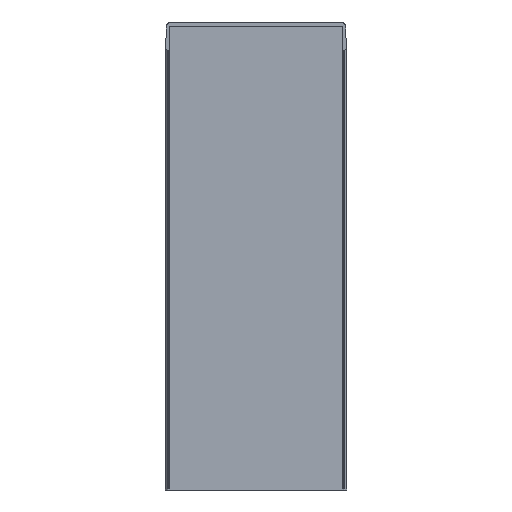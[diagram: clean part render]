
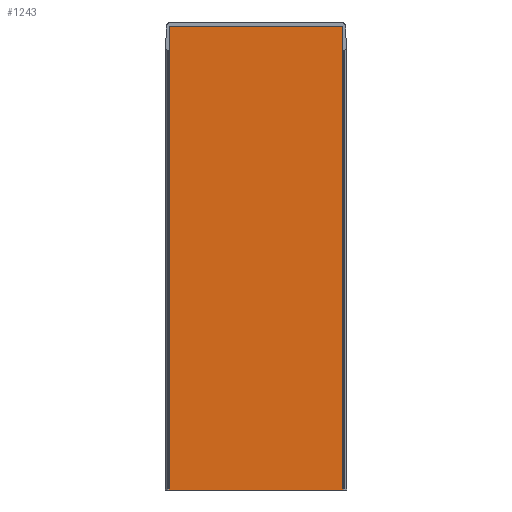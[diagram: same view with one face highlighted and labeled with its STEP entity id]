
A CAD part, left-side view. The second image highlights one B-rep face of the part: STEP entity #1243.
In plain terms, the highlighted planar face has unit normal (-1, 0, 0).
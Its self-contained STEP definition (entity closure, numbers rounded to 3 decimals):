
#1 = DIRECTION ( 'NONE',  ( 1., 0., 0. ) ) ;
#39 = VERTEX_POINT ( 'NONE', #957 ) ;
#45 = CARTESIAN_POINT ( 'NONE',  ( -1.8, 38.24, 97.917 ) ) ;
#73 = VECTOR ( 'NONE', #786, 1000. ) ;
#95 = CARTESIAN_POINT ( 'NONE',  ( -1.8, -37.044, 100.001 ) ) ;
#119 = LINE ( 'NONE', #644, #1055 ) ;
#129 = PLANE ( 'NONE',  #192 ) ;
#139 = DIRECTION ( 'NONE',  ( 0., -1., 0. ) ) ;
#142 = VERTEX_POINT ( 'NONE', #273 ) ;
#157 = CARTESIAN_POINT ( 'NONE',  ( -1.8, 38.799, 97.917 ) ) ;
#166 = DIRECTION ( 'NONE',  ( 0., 1., 0. ) ) ;
#187 = VERTEX_POINT ( 'NONE', #642 ) ;
#192 = AXIS2_PLACEMENT_3D ( 'NONE', #540, #1, #1190 ) ;
#196 = VECTOR ( 'NONE', #574, 1000. ) ;
#200 = VECTOR ( 'NONE', #761, 1000. ) ;
#231 = CARTESIAN_POINT ( 'NONE',  ( -1.8, 0., -100. ) ) ;
#259 = LINE ( 'NONE', #157, #73 ) ;
#269 = EDGE_LOOP ( 'NONE', ( #552, #961, #351, #1274, #287, #545, #598, #799 ) ) ;
#273 = CARTESIAN_POINT ( 'NONE',  ( -1.8, -37.044, -100. ) ) ;
#280 = CARTESIAN_POINT ( 'NONE',  ( -1.8, -38.799, 97.917 ) ) ;
#287 = ORIENTED_EDGE ( 'NONE', *, *, #781, .F. ) ;
#323 = VERTEX_POINT ( 'NONE', #1300 ) ;
#351 = ORIENTED_EDGE ( 'NONE', *, *, #1134, .F. ) ;
#421 = VECTOR ( 'NONE', #1185, 1000. ) ;
#525 = VECTOR ( 'NONE', #166, 1000. ) ;
#535 = VERTEX_POINT ( 'NONE', #759 ) ;
#540 = CARTESIAN_POINT ( 'NONE',  ( -1.8, 0., 100. ) ) ;
#545 = ORIENTED_EDGE ( 'NONE', *, *, #1144, .T. ) ;
#552 = ORIENTED_EDGE ( 'NONE', *, *, #1171, .T. ) ;
#573 = VERTEX_POINT ( 'NONE', #45 ) ;
#574 = DIRECTION ( 'NONE',  ( 0., 0., -1. ) ) ;
#584 = CARTESIAN_POINT ( 'NONE',  ( -1.8, 37.044, -100. ) ) ;
#598 = ORIENTED_EDGE ( 'NONE', *, *, #1059, .T. ) ;
#629 = LINE ( 'NONE', #1056, #196 ) ;
#632 = VECTOR ( 'NONE', #139, 1000. ) ;
#639 = EDGE_CURVE ( 'NONE', #187, #877, #629, .T. ) ;
#642 = CARTESIAN_POINT ( 'NONE',  ( -1.8, 37.044, 97.917 ) ) ;
#644 = CARTESIAN_POINT ( 'NONE',  ( -1.8, -38.24, 100. ) ) ;
#706 = DIRECTION ( 'NONE',  ( 0., -1., 0. ) ) ;
#725 = LINE ( 'NONE', #1168, #1210 ) ;
#739 = CARTESIAN_POINT ( 'NONE',  ( -1.8, 38.24, 98.2 ) ) ;
#748 = LINE ( 'NONE', #280, #525 ) ;
#759 = CARTESIAN_POINT ( 'NONE',  ( -1.8, -38.24, 97.917 ) ) ;
#761 = DIRECTION ( 'NONE',  ( 0., 0., -1. ) ) ;
#781 = EDGE_CURVE ( 'NONE', #1307, #323, #725, .T. ) ;
#786 = DIRECTION ( 'NONE',  ( 0., -1., 0. ) ) ;
#799 = ORIENTED_EDGE ( 'NONE', *, *, #639, .T. ) ;
#804 = LINE ( 'NONE', #1315, #200 ) ;
#851 = DIRECTION ( 'NONE',  ( 0., 0., -1. ) ) ;
#877 = VERTEX_POINT ( 'NONE', #584 ) ;
#957 = CARTESIAN_POINT ( 'NONE',  ( -1.8, -37.044, 97.917 ) ) ;
#961 = ORIENTED_EDGE ( 'NONE', *, *, #1371, .F. ) ;
#1019 = FACE_OUTER_BOUND ( 'NONE', #269, .T. ) ;
#1055 = VECTOR ( 'NONE', #851, 1000. ) ;
#1056 = CARTESIAN_POINT ( 'NONE',  ( -1.8, 37.044, 100.001 ) ) ;
#1059 = EDGE_CURVE ( 'NONE', #573, #187, #259, .T. ) ;
#1134 = EDGE_CURVE ( 'NONE', #535, #39, #748, .T. ) ;
#1144 = EDGE_CURVE ( 'NONE', #1307, #573, #804, .T. ) ;
#1168 = CARTESIAN_POINT ( 'NONE',  ( -1.8, 38.799, 98.2 ) ) ;
#1171 = EDGE_CURVE ( 'NONE', #877, #142, #1268, .T. ) ;
#1184 = LINE ( 'NONE', #95, #421 ) ;
#1185 = DIRECTION ( 'NONE',  ( 0., 0., -1. ) ) ;
#1190 = DIRECTION ( 'NONE',  ( 0., 0., -1. ) ) ;
#1210 = VECTOR ( 'NONE', #706, 1000. ) ;
#1243 = ADVANCED_FACE ( 'NONE', ( #1019 ), #129, .F. ) ;
#1268 = LINE ( 'NONE', #231, #632 ) ;
#1274 = ORIENTED_EDGE ( 'NONE', *, *, #1292, .F. ) ;
#1292 = EDGE_CURVE ( 'NONE', #323, #535, #119, .T. ) ;
#1300 = CARTESIAN_POINT ( 'NONE',  ( -1.8, -38.24, 98.2 ) ) ;
#1307 = VERTEX_POINT ( 'NONE', #739 ) ;
#1315 = CARTESIAN_POINT ( 'NONE',  ( -1.8, 38.24, 100. ) ) ;
#1371 = EDGE_CURVE ( 'NONE', #39, #142, #1184, .T. ) ;
